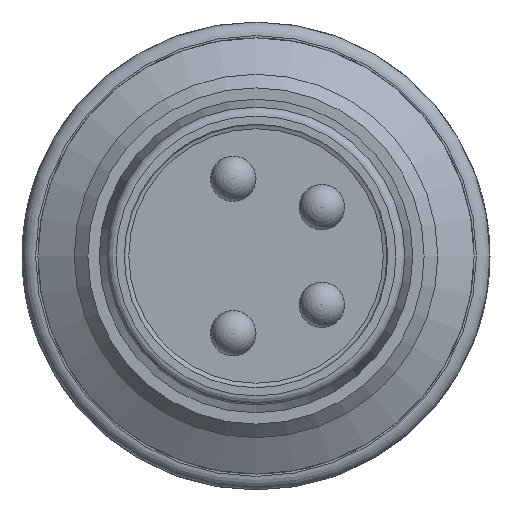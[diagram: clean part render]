
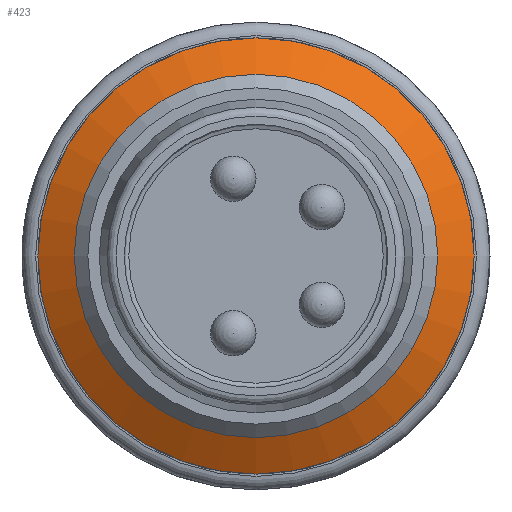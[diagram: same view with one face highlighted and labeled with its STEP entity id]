
A CAD part, front view. The second image highlights one B-rep face of the part: STEP entity #423.
In plain terms, the highlighted conical face has half-angle 60 degrees and reference radius 4 mm.
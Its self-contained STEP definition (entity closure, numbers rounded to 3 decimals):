
#270=CONICAL_SURFACE('',#2037,4.,60.);
#348=FACE_BOUND('',#716,.T.);
#349=FACE_BOUND('',#717,.T.);
#423=ADVANCED_FACE('',(#348,#349),#270,.T.);
#716=EDGE_LOOP('',(#971));
#717=EDGE_LOOP('',(#972));
#971=ORIENTED_EDGE('',*,*,#1618,.T.);
#972=ORIENTED_EDGE('',*,*,#1617,.F.);
#1426=VERTEX_POINT('',#2998);
#1427=VERTEX_POINT('',#3001);
#1617=EDGE_CURVE('',#1426,#1426,#1848,.T.);
#1618=EDGE_CURVE('',#1427,#1427,#1849,.T.);
#1848=CIRCLE('',#2034,4.8);
#1849=CIRCLE('',#2036,4.);
#2034=AXIS2_PLACEMENT_3D('',#2997,#2396,#2397);
#2036=AXIS2_PLACEMENT_3D('',#3000,#2400,#2401);
#2037=AXIS2_PLACEMENT_3D('',#3002,#2402,#2403);
#2396=DIRECTION('',(0.,1.,0.));
#2397=DIRECTION('',(0.,0.,-1.));
#2400=DIRECTION('',(0.,1.,0.));
#2401=DIRECTION('',(0.,0.,-1.));
#2402=DIRECTION('',(0.,1.,0.));
#2403=DIRECTION('',(0.,0.,-1.));
#2997=CARTESIAN_POINT('',(0.,2.842,-10.18));
#2998=CARTESIAN_POINT('',(0.,2.842,-14.98));
#3000=CARTESIAN_POINT('',(0.,2.38,-10.18));
#3001=CARTESIAN_POINT('',(0.,2.38,-14.18));
#3002=CARTESIAN_POINT('',(0.,2.38,-10.18));
